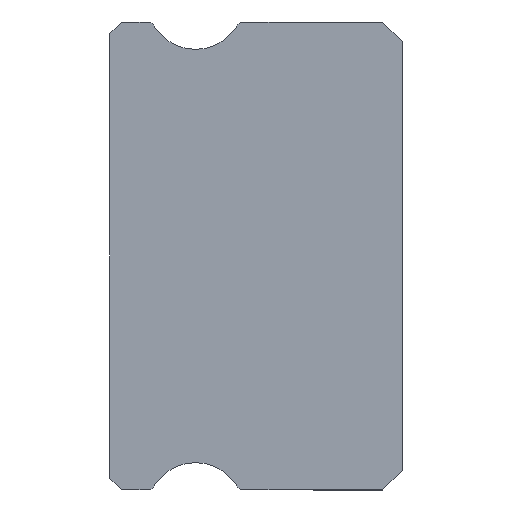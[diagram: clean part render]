
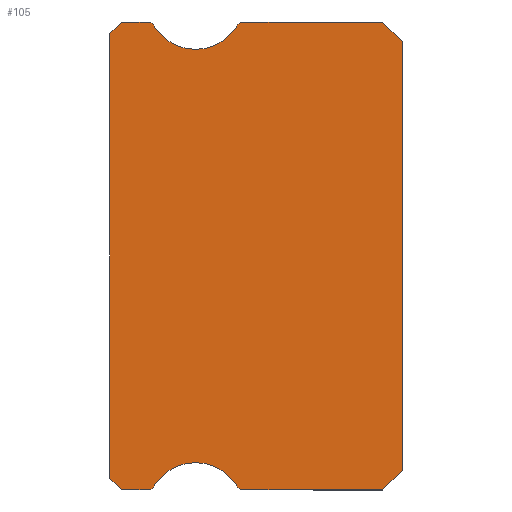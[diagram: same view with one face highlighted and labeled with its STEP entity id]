
A CAD part, left-side view. The second image highlights one B-rep face of the part: STEP entity #105.
In plain terms, the highlighted planar face has unit normal (-1, 0, 0).
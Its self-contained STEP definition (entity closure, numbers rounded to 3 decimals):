
#19 = EDGE_CURVE ( 'NONE', #2558, #1262, #2032, .T. ) ;
#32 = AXIS2_PLACEMENT_3D ( 'NONE', #1928, #2465, #374 ) ;
#38 = EDGE_CURVE ( 'NONE', #270, #487, #2952, .T. ) ;
#61 = DIRECTION ( 'NONE',  ( 0., -1., 0. ) ) ;
#105 = ADVANCED_FACE ( 'NONE', ( #336 ), #2167, .F. ) ;
#111 = CARTESIAN_POINT ( 'NONE',  ( -7.5, 6.512, 6. ) ) ;
#128 = ORIENTED_EDGE ( 'NONE', *, *, #1677, .T. ) ;
#132 = CARTESIAN_POINT ( 'NONE',  ( -7.5, 6.383, -5.925 ) ) ;
#144 = ORIENTED_EDGE ( 'NONE', *, *, #2737, .F. ) ;
#208 = CARTESIAN_POINT ( 'NONE',  ( -7.5, 0.5, -6. ) ) ;
#214 = VERTEX_POINT ( 'NONE', #1751 ) ;
#260 = VECTOR ( 'NONE', #2201, 1000. ) ;
#264 = VERTEX_POINT ( 'NONE', #451 ) ;
#270 = VERTEX_POINT ( 'NONE', #1788 ) ;
#275 = VERTEX_POINT ( 'NONE', #2523 ) ;
#319 = CARTESIAN_POINT ( 'NONE',  ( -7.5, 4.088, 6. ) ) ;
#324 = DIRECTION ( 'NONE',  ( 0., 0., -1. ) ) ;
#336 = FACE_OUTER_BOUND ( 'NONE', #1247, .T. ) ;
#343 = CARTESIAN_POINT ( 'NONE',  ( -7.5, 6.383, 5.925 ) ) ;
#350 = VERTEX_POINT ( 'NONE', #2274 ) ;
#374 = DIRECTION ( 'NONE',  ( 0., 0., -1. ) ) ;
#451 = CARTESIAN_POINT ( 'NONE',  ( -7.5, 4.217, 5.925 ) ) ;
#487 = VERTEX_POINT ( 'NONE', #132 ) ;
#515 = VECTOR ( 'NONE', #2313, 1000. ) ;
#543 = CARTESIAN_POINT ( 'NONE',  ( -7.5, 6.512, -6. ) ) ;
#559 = CARTESIAN_POINT ( 'NONE',  ( -7.5, 7.5, 5.7 ) ) ;
#577 = CARTESIAN_POINT ( 'NONE',  ( -7.5, 7.5, 5.85 ) ) ;
#590 = LINE ( 'NONE', #2699, #260 ) ;
#623 = CIRCLE ( 'NONE', #2620, 1.25 ) ;
#636 = VECTOR ( 'NONE', #2399, 1000. ) ;
#642 = EDGE_CURVE ( 'NONE', #2629, #270, #979, .T. ) ;
#653 = ORIENTED_EDGE ( 'NONE', *, *, #2356, .F. ) ;
#667 = DIRECTION ( 'NONE',  ( 0., 0., -1. ) ) ;
#713 = ORIENTED_EDGE ( 'NONE', *, *, #1539, .F. ) ;
#756 = AXIS2_PLACEMENT_3D ( 'NONE', #2149, #867, #850 ) ;
#760 = VERTEX_POINT ( 'NONE', #343 ) ;
#799 = ORIENTED_EDGE ( 'NONE', *, *, #3107, .F. ) ;
#808 = CARTESIAN_POINT ( 'NONE',  ( -7.5, 6.512, -6. ) ) ;
#823 = ORIENTED_EDGE ( 'NONE', *, *, #642, .F. ) ;
#836 = CARTESIAN_POINT ( 'NONE',  ( -7.5, 7.5, -5.7 ) ) ;
#850 = DIRECTION ( 'NONE',  ( 0., 0., -1. ) ) ;
#867 = DIRECTION ( 'NONE',  ( 1., 0., 0. ) ) ;
#875 = EDGE_CURVE ( 'NONE', #1447, #1262, #2205, .T. ) ;
#893 = CARTESIAN_POINT ( 'NONE',  ( -7.5, 0., -5.5 ) ) ;
#909 = DIRECTION ( 'NONE',  ( 0., 0., 1. ) ) ;
#929 = CARTESIAN_POINT ( 'NONE',  ( -7.5, 4.088, 5.85 ) ) ;
#979 = CIRCLE ( 'NONE', #2902, 0.15 ) ;
#984 = DIRECTION ( 'NONE',  ( 0., -0.707, -0.707 ) ) ;
#997 = VECTOR ( 'NONE', #3384, 1000. ) ;
#1023 = ORIENTED_EDGE ( 'NONE', *, *, #1173, .F. ) ;
#1026 = ORIENTED_EDGE ( 'NONE', *, *, #2213, .T. ) ;
#1048 = AXIS2_PLACEMENT_3D ( 'NONE', #2102, #1884, #2088 ) ;
#1065 = LINE ( 'NONE', #808, #1903 ) ;
#1096 = DIRECTION ( 'NONE',  ( 0., 1., 0. ) ) ;
#1119 = CIRCLE ( 'NONE', #1838, 0.15 ) ;
#1173 = EDGE_CURVE ( 'NONE', #2511, #264, #623, .T. ) ;
#1247 = EDGE_LOOP ( 'NONE', ( #1026, #653, #128, #2490, #3445, #2833, #823, #144, #799, #1517, #3213, #2781, #1590, #1023, #713, #2251, #2897 ) ) ;
#1254 = CARTESIAN_POINT ( 'NONE',  ( -7.5, 7.2, -6. ) ) ;
#1262 = VERTEX_POINT ( 'NONE', #3171 ) ;
#1268 = CARTESIAN_POINT ( 'NONE',  ( -7.5, 6.512, -5.85 ) ) ;
#1288 = DIRECTION ( 'NONE',  ( -1., 0., 0. ) ) ;
#1310 = LINE ( 'NONE', #3140, #997 ) ;
#1328 = LINE ( 'NONE', #543, #3253 ) ;
#1393 = CARTESIAN_POINT ( 'NONE',  ( -7.5, 6.512, 6. ) ) ;
#1447 = VERTEX_POINT ( 'NONE', #2968 ) ;
#1517 = ORIENTED_EDGE ( 'NONE', *, *, #19, .T. ) ;
#1538 = CARTESIAN_POINT ( 'NONE',  ( -7.5, 4.088, -6. ) ) ;
#1539 = EDGE_CURVE ( 'NONE', #760, #2511, #3027, .T. ) ;
#1575 = DIRECTION ( 'NONE',  ( 0., 0.707, -0.707 ) ) ;
#1590 = ORIENTED_EDGE ( 'NONE', *, *, #2506, .F. ) ;
#1650 = CIRCLE ( 'NONE', #1048, 0.15 ) ;
#1668 = CARTESIAN_POINT ( 'NONE',  ( -7.5, 5.3, 5.3 ) ) ;
#1677 = EDGE_CURVE ( 'NONE', #2765, #214, #2329, .T. ) ;
#1687 = LINE ( 'NONE', #1393, #2681 ) ;
#1702 = LINE ( 'NONE', #577, #2348 ) ;
#1751 = CARTESIAN_POINT ( 'NONE',  ( -7.5, 7.2, -6. ) ) ;
#1788 = CARTESIAN_POINT ( 'NONE',  ( -7.5, 4.217, -5.925 ) ) ;
#1810 = DIRECTION ( 'NONE',  ( 0., 0., -1. ) ) ;
#1838 = AXIS2_PLACEMENT_3D ( 'NONE', #1268, #2587, #3299 ) ;
#1839 = LINE ( 'NONE', #559, #1854 ) ;
#1854 = VECTOR ( 'NONE', #1575, 1000. ) ;
#1856 = DIRECTION ( 'NONE',  ( 0., -1., 0. ) ) ;
#1884 = DIRECTION ( 'NONE',  ( 1., 0., 0. ) ) ;
#1903 = VECTOR ( 'NONE', #1856, 1000. ) ;
#1928 = CARTESIAN_POINT ( 'NONE',  ( -7.5, 5.3, 6.55 ) ) ;
#2032 = LINE ( 'NONE', #3098, #636 ) ;
#2034 = VERTEX_POINT ( 'NONE', #208 ) ;
#2088 = DIRECTION ( 'NONE',  ( 0., 0., -1. ) ) ;
#2098 = EDGE_CURVE ( 'NONE', #487, #350, #1119, .T. ) ;
#2102 = CARTESIAN_POINT ( 'NONE',  ( -7.5, 6.512, 5.85 ) ) ;
#2149 = CARTESIAN_POINT ( 'NONE',  ( -7.5, 6.512, 5.85 ) ) ;
#2167 = PLANE ( 'NONE',  #756 ) ;
#2201 = DIRECTION ( 'NONE',  ( 0., 1., 0. ) ) ;
#2205 = LINE ( 'NONE', #2492, #3345 ) ;
#2213 = EDGE_CURVE ( 'NONE', #2688, #275, #1839, .T. ) ;
#2251 = ORIENTED_EDGE ( 'NONE', *, *, #2768, .F. ) ;
#2274 = CARTESIAN_POINT ( 'NONE',  ( -7.5, 6.512, -6. ) ) ;
#2298 = EDGE_CURVE ( 'NONE', #214, #350, #1065, .T. ) ;
#2313 = DIRECTION ( 'NONE',  ( 0., -0.707, -0.707 ) ) ;
#2324 = DIRECTION ( 'NONE',  ( 1., 0., 0. ) ) ;
#2329 = LINE ( 'NONE', #1254, #515 ) ;
#2348 = VECTOR ( 'NONE', #909, 1000. ) ;
#2356 = EDGE_CURVE ( 'NONE', #2765, #275, #1702, .T. ) ;
#2399 = DIRECTION ( 'NONE',  ( 0., 0., 1. ) ) ;
#2439 = VERTEX_POINT ( 'NONE', #111 ) ;
#2465 = DIRECTION ( 'NONE',  ( -1., 0., 0. ) ) ;
#2486 = EDGE_CURVE ( 'NONE', #3263, #1447, #1687, .T. ) ;
#2490 = ORIENTED_EDGE ( 'NONE', *, *, #2298, .T. ) ;
#2492 = CARTESIAN_POINT ( 'NONE',  ( -7.5, 0.5, 6. ) ) ;
#2506 = EDGE_CURVE ( 'NONE', #264, #3263, #2583, .T. ) ;
#2511 = VERTEX_POINT ( 'NONE', #1668 ) ;
#2523 = CARTESIAN_POINT ( 'NONE',  ( -7.5, 7.5, 5.7 ) ) ;
#2558 = VERTEX_POINT ( 'NONE', #893 ) ;
#2569 = CARTESIAN_POINT ( 'NONE',  ( -7.5, 4.088, -5.85 ) ) ;
#2583 = CIRCLE ( 'NONE', #2800, 0.15 ) ;
#2587 = DIRECTION ( 'NONE',  ( 1., 0., 0. ) ) ;
#2590 = CARTESIAN_POINT ( 'NONE',  ( -7.5, 5.3, -6.55 ) ) ;
#2620 = AXIS2_PLACEMENT_3D ( 'NONE', #2679, #2940, #324 ) ;
#2629 = VERTEX_POINT ( 'NONE', #1538 ) ;
#2678 = DIRECTION ( 'NONE',  ( 0., 0., -1. ) ) ;
#2679 = CARTESIAN_POINT ( 'NONE',  ( -7.5, 5.3, 6.55 ) ) ;
#2681 = VECTOR ( 'NONE', #61, 1000. ) ;
#2688 = VERTEX_POINT ( 'NONE', #2910 ) ;
#2699 = CARTESIAN_POINT ( 'NONE',  ( -7.5, 7.2, 6. ) ) ;
#2737 = EDGE_CURVE ( 'NONE', #2034, #2629, #1328, .T. ) ;
#2765 = VERTEX_POINT ( 'NONE', #836 ) ;
#2768 = EDGE_CURVE ( 'NONE', #2439, #760, #1650, .T. ) ;
#2775 = DIRECTION ( 'NONE',  ( 1., 0., 0. ) ) ;
#2781 = ORIENTED_EDGE ( 'NONE', *, *, #2486, .F. ) ;
#2800 = AXIS2_PLACEMENT_3D ( 'NONE', #929, #2775, #667 ) ;
#2833 = ORIENTED_EDGE ( 'NONE', *, *, #38, .F. ) ;
#2888 = EDGE_CURVE ( 'NONE', #2439, #2688, #590, .T. ) ;
#2897 = ORIENTED_EDGE ( 'NONE', *, *, #2888, .T. ) ;
#2902 = AXIS2_PLACEMENT_3D ( 'NONE', #2569, #2324, #1810 ) ;
#2910 = CARTESIAN_POINT ( 'NONE',  ( -7.5, 7.2, 6. ) ) ;
#2940 = DIRECTION ( 'NONE',  ( -1., 0., 0. ) ) ;
#2952 = CIRCLE ( 'NONE', #3415, 1.25 ) ;
#2968 = CARTESIAN_POINT ( 'NONE',  ( -7.5, 0.5, 6. ) ) ;
#3027 = CIRCLE ( 'NONE', #32, 1.25 ) ;
#3098 = CARTESIAN_POINT ( 'NONE',  ( -7.5, 0., 5.5 ) ) ;
#3107 = EDGE_CURVE ( 'NONE', #2558, #2034, #1310, .T. ) ;
#3140 = CARTESIAN_POINT ( 'NONE',  ( -7.5, 0., -5.5 ) ) ;
#3171 = CARTESIAN_POINT ( 'NONE',  ( -7.5, 0., 5.5 ) ) ;
#3213 = ORIENTED_EDGE ( 'NONE', *, *, #875, .F. ) ;
#3253 = VECTOR ( 'NONE', #1096, 1000. ) ;
#3263 = VERTEX_POINT ( 'NONE', #319 ) ;
#3299 = DIRECTION ( 'NONE',  ( 0., 0., -1. ) ) ;
#3345 = VECTOR ( 'NONE', #984, 1000. ) ;
#3384 = DIRECTION ( 'NONE',  ( 0., 0.707, -0.707 ) ) ;
#3415 = AXIS2_PLACEMENT_3D ( 'NONE', #2590, #1288, #2678 ) ;
#3445 = ORIENTED_EDGE ( 'NONE', *, *, #2098, .F. ) ;
